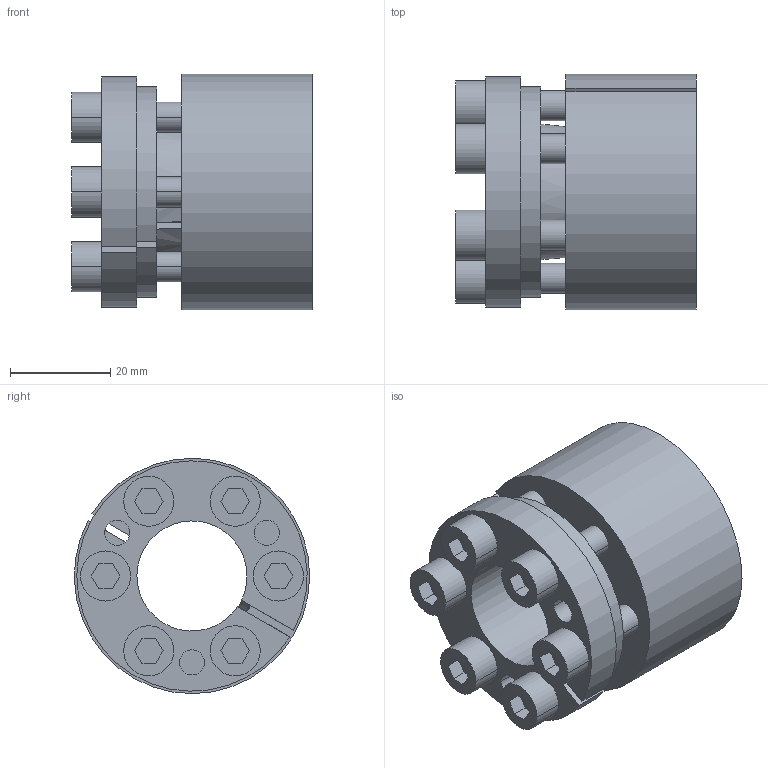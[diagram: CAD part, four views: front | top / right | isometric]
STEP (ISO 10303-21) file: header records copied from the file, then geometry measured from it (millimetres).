
FILE_DESCRIPTION((''),'2;1');
FILE_NAME('082005022047_INT_ASM','2006-02-22T',('Rathmann'),(''),'PRO/ENGINEER BY PARAMETRIC TECHNOLOGY CORPORATION, 2005180','PRO/ENGINEER BY PARAMETRIC TECHNOLOGY CORPORATION, 2005180','');
FILE_SCHEMA(('AUTOMOTIVE_DESIGN_CC2 { 1 2 10303 214 -1 1 5 2 }'));
Length unit declared in the file: millimetre
Products named in the file (4): 082005022047I_INT; 082005022047A_INT; DIN912-M6X25_INT; 082005022047_INT_ASM
Assembly tree (8 placements, depth 2):
  082005022047_INT_ASM
    082005022047I_INT
    082005022047A_INT
    DIN912-M6X25_INT  x6
Bounding box: 48 x 46.99 x 46.99 mm (x, y, z)
Volume: 49040.4 mm3; surface area: 26350.7 mm2
Topology: 8 solids, 8 shells, 142 faces, 354 edges, 264 vertices
Faces by surface type: plane 70, cylinder 58, cone 14
Entity records: 2345 total; most frequent: DIRECTION 421, CARTESIAN_POINT 387, ORIENTED_EDGE 320, AXIS2_PLACEMENT_3D 164, EDGE_CURVE 160, VERTEX_POINT 106, EDGE_LOOP 94, VECTOR 93
